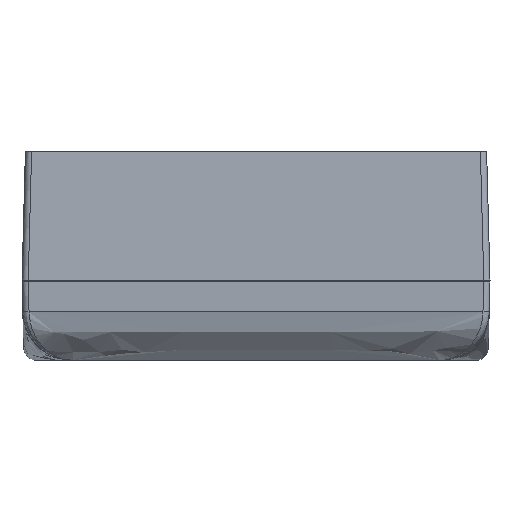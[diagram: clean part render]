
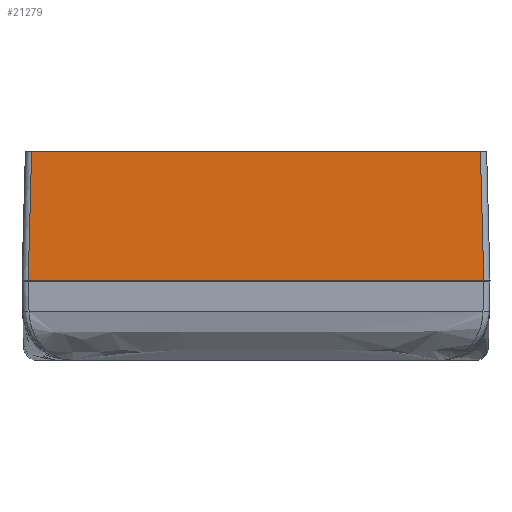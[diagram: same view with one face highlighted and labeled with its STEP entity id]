
A CAD part, front view. The second image highlights one B-rep face of the part: STEP entity #21279.
In plain terms, the highlighted planar face has unit normal (0, -1, 0.026).
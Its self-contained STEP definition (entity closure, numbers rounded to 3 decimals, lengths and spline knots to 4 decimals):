
#167=PLANE('',#22575);
#3279=FACE_OUTER_BOUND('',#4475,.T.);
#4475=EDGE_LOOP('',(#15261,#15262,#15263,#15264));
#5754=LINE('',#30333,#7638);
#5756=LINE('',#30361,#7640);
#5757=LINE('',#30365,#7641);
#5758=LINE('',#30366,#7642);
#7638=VECTOR('',#24027,0.3937);
#7640=VECTOR('',#24037,0.3937);
#7641=VECTOR('',#24042,0.3937);
#7642=VECTOR('',#24043,0.3937);
#9954=VERTEX_POINT('',#30330);
#9955=VERTEX_POINT('',#30332);
#9957=VERTEX_POINT('',#30360);
#9958=VERTEX_POINT('',#30364);
#12011=EDGE_CURVE('',#9954,#9955,#5754,.T.);
#12016=EDGE_CURVE('',#9955,#9957,#5756,.T.);
#12018=EDGE_CURVE('',#9954,#9958,#5757,.T.);
#12019=EDGE_CURVE('',#9957,#9958,#5758,.T.);
#15261=ORIENTED_EDGE('',*,*,#12011,.F.);
#15262=ORIENTED_EDGE('',*,*,#12018,.T.);
#15263=ORIENTED_EDGE('',*,*,#12019,.F.);
#15264=ORIENTED_EDGE('',*,*,#12016,.F.);
#21279=ADVANCED_FACE('',(#3279),#167,.T.);
#22575=AXIS2_PLACEMENT_3D('',#30363,#24040,#24041);
#24027=DIRECTION('',(0.026,-0.026,-0.999));
#24037=DIRECTION('',(-1.,0.,0.));
#24040=DIRECTION('center_axis',(0.,-1.,0.026));
#24041=DIRECTION('ref_axis',(-1.,0.,0.));
#24042=DIRECTION('',(-1.,0.,0.));
#24043=DIRECTION('',(0.026,0.026,0.999));
#30330=CARTESIAN_POINT('',(2.25,-2.2813,0.));
#30332=CARTESIAN_POINT('',(2.2839,-2.3151,-1.2936));
#30333=CARTESIAN_POINT('',(2.2485,-2.2797,0.0588));
#30360=CARTESIAN_POINT('',(-2.2839,-2.3151,-1.2936));
#30361=CARTESIAN_POINT('',(-2.3295,-2.3151,-1.2936));
#30363=CARTESIAN_POINT('Origin',(-2.3125,-2.2813,0.));
#30364=CARTESIAN_POINT('',(-2.25,-2.2813,0.));
#30365=CARTESIAN_POINT('',(2.3125,-2.2813,0.));
#30366=CARTESIAN_POINT('',(-2.2485,-2.2797,0.058));
